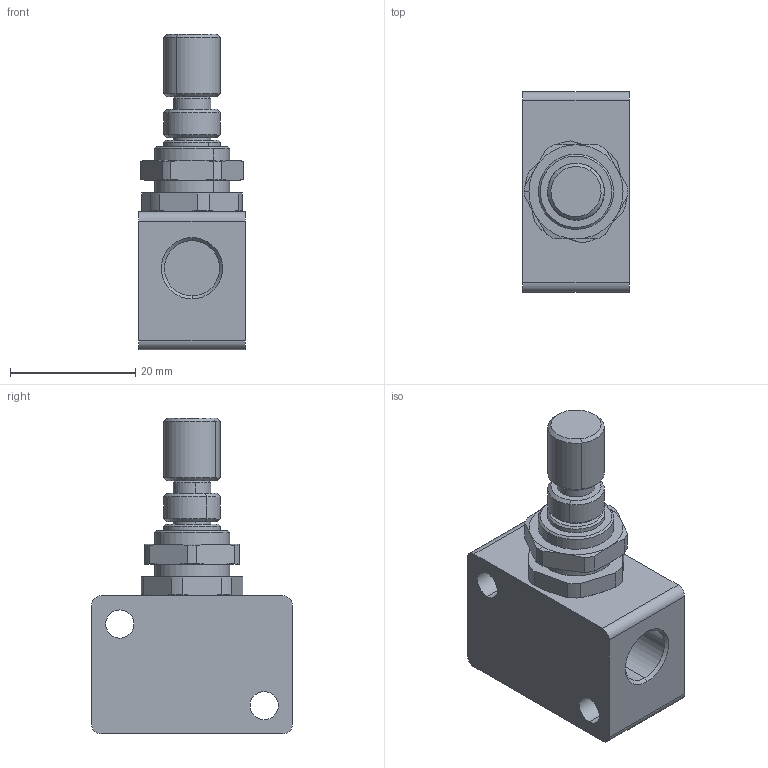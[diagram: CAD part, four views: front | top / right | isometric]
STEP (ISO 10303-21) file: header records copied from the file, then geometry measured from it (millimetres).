
FILE_DESCRIPTION (( 'STEP AP214' ), '1' );
FILE_NAME ('12_006_4.STEP', '2016-01-05T10:52:35', ( '' ), ( '' ), 'SwSTEP 2.0', 'SolidWorks 2016', '' );
FILE_SCHEMA (( 'AUTOMOTIVE_DESIGN' ));
Length unit declared in the file: millimetre
Products named in the file (1): 12_006_4
Bounding box: 17 x 32 x 50.31 mm (x, y, z)
Volume: 13105.7 mm3; surface area: 5287.6 mm2
Topology: 1 solids, 1 shells, 107 faces, 245 edges, 151 vertices
Faces by surface type: cylinder 39, cone 39, plane 29
Entity records: 4013 total; most frequent: CARTESIAN_POINT 615, DIRECTION 542, ORIENTED_EDGE 490, EDGE_CURVE 245, AXIS2_PLACEMENT_3D 226, VERTEX_POINT 151, EDGE_LOOP 122, CIRCLE 118
